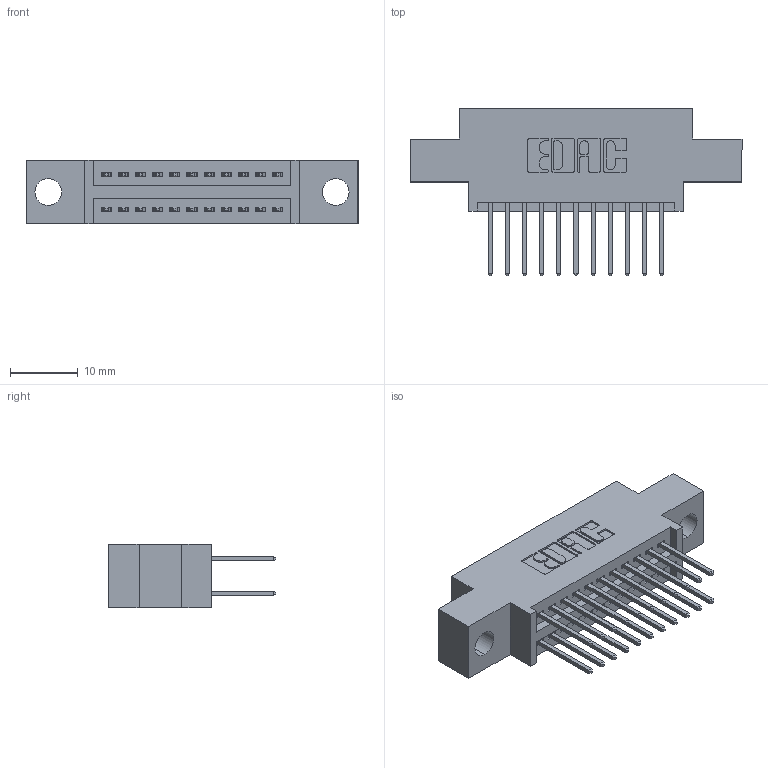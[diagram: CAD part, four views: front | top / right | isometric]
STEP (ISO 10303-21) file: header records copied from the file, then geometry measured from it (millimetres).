
FILE_DESCRIPTION (( 'STEP AP203' ), '1' );
FILE_NAME ('345-022-523-804.STEP', '2021-05-19T22:05:47', ( '' ), ( '' ), 'SwSTEP 2.0', 'SolidWorks 2020', '' );
FILE_SCHEMA (( 'CONFIG_CONTROL_DESIGN' ));
Length unit declared in the file: inch
Products named in the file (3): 345-022-523-804; 345-292-001_345-293-123; 345 Part_0.170 Offset - 0.156 Dia-TI
Assembly tree (23 placements, depth 2):
  345-022-523-804
    345 Part_0.170 Offset - 0.156 Dia-TI
    345-292-001_345-293-123  x22
Bounding box: 49.15 x 24.82 x 9.4 mm (x, y, z)
Volume: 4312.4 mm3; surface area: 5971.4 mm2
Topology: 23 solids, 23 shells, 1244 faces, 3667 edges, 2414 vertices
Faces by surface type: plane 824, cylinder 420
Entity records: 13373 total; most frequent: CARTESIAN_POINT 2278, ORIENTED_EDGE 2210, DIRECTION 2045, EDGE_CURVE 1105, LINE 929, VECTOR 929, VERTEX_POINT 734, AXIS2_PLACEMENT_3D 558
